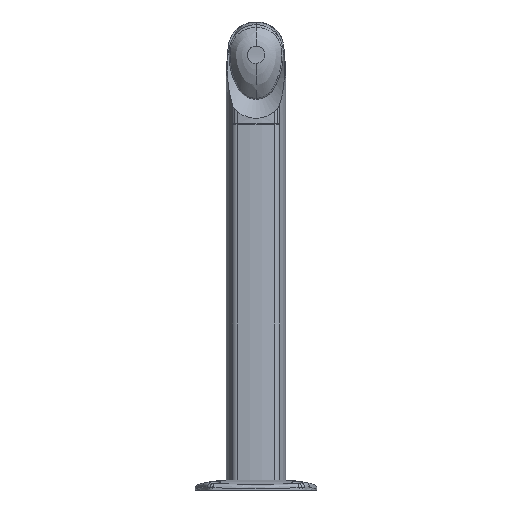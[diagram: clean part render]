
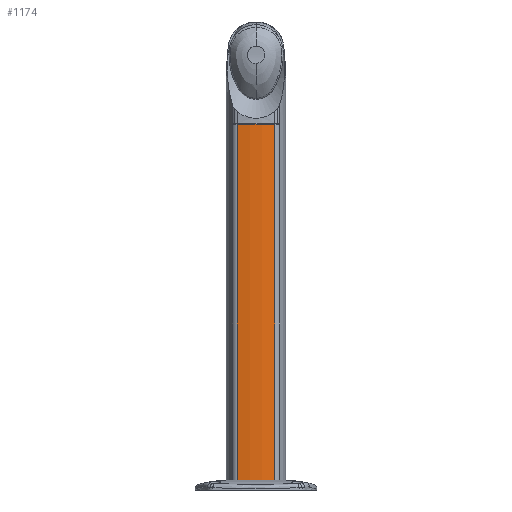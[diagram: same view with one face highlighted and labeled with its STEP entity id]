
A CAD part, front view. The second image highlights one B-rep face of the part: STEP entity #1174.
In plain terms, the highlighted cylindrical face has radius 120 mm (diameter 240 mm), a partial arc.
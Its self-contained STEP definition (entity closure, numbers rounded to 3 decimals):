
#1174 = ADVANCED_FACE ( 'NONE', ( #5847 ), #20567, .T. ) ;
#1293 = DIRECTION ( 'NONE',  ( -1., 0., 0. ) ) ;
#1359 = CIRCLE ( 'NONE', #25880, 120. ) ;
#1399 = CARTESIAN_POINT ( 'NONE',  ( 228.349, 43.969, 420. ) ) ;
#2277 = CARTESIAN_POINT ( 'NONE',  ( 250., 162., 420. ) ) ;
#4585 = DIRECTION ( 'NONE',  ( -1., 0., 0. ) ) ;
#4941 = CARTESIAN_POINT ( 'NONE',  ( 271.651, 43.969, 420. ) ) ;
#5153 = AXIS2_PLACEMENT_3D ( 'NONE', #2277, #18306, #4585 ) ;
#5350 = ORIENTED_EDGE ( 'NONE', *, *, #9964, .T. ) ;
#5847 = FACE_OUTER_BOUND ( 'NONE', #20293, .T. ) ;
#6865 = LINE ( 'NONE', #7562, #24454 ) ;
#7562 = CARTESIAN_POINT ( 'NONE',  ( 228.349, 43.969, 0. ) ) ;
#8672 = EDGE_CURVE ( 'NONE', #8963, #18459, #1359, .T. ) ;
#8867 = CARTESIAN_POINT ( 'NONE',  ( 271.651, 43.969, 11. ) ) ;
#8963 = VERTEX_POINT ( 'NONE', #8867 ) ;
#9838 = DIRECTION ( 'NONE',  ( 0., 0., 1. ) ) ;
#9964 = EDGE_CURVE ( 'NONE', #16878, #16015, #23227, .T. ) ;
#10459 = CARTESIAN_POINT ( 'NONE',  ( 250., 162., 11. ) ) ;
#10639 = VECTOR ( 'NONE', #25646, 1000. ) ;
#12777 = DIRECTION ( 'NONE',  ( -1., 0., 0. ) ) ;
#13436 = ORIENTED_EDGE ( 'NONE', *, *, #8672, .F. ) ;
#14930 = CARTESIAN_POINT ( 'NONE',  ( 250., 162., 0. ) ) ;
#16015 = VERTEX_POINT ( 'NONE', #1399 ) ;
#16741 = LINE ( 'NONE', #23349, #10639 ) ;
#16878 = VERTEX_POINT ( 'NONE', #4941 ) ;
#17843 = EDGE_CURVE ( 'NONE', #8963, #16878, #16741, .T. ) ;
#18306 = DIRECTION ( 'NONE',  ( 0., 0., -1. ) ) ;
#18459 = VERTEX_POINT ( 'NONE', #29546 ) ;
#18575 = ORIENTED_EDGE ( 'NONE', *, *, #17843, .T. ) ;
#20293 = EDGE_LOOP ( 'NONE', ( #5350, #22341, #13436, #18575 ) ) ;
#20567 = CYLINDRICAL_SURFACE ( 'NONE', #23302, 120. ) ;
#21867 = DIRECTION ( 'NONE',  ( 0., 0., 1. ) ) ;
#22341 = ORIENTED_EDGE ( 'NONE', *, *, #23241, .F. ) ;
#23227 = CIRCLE ( 'NONE', #5153, 120. ) ;
#23241 = EDGE_CURVE ( 'NONE', #18459, #16015, #6865, .T. ) ;
#23302 = AXIS2_PLACEMENT_3D ( 'NONE', #14930, #21867, #1293 ) ;
#23349 = CARTESIAN_POINT ( 'NONE',  ( 271.651, 43.969, 0. ) ) ;
#24454 = VECTOR ( 'NONE', #9838, 1000. ) ;
#25646 = DIRECTION ( 'NONE',  ( 0., 0., 1. ) ) ;
#25880 = AXIS2_PLACEMENT_3D ( 'NONE', #10459, #26529, #12777 ) ;
#26529 = DIRECTION ( 'NONE',  ( 0., 0., -1. ) ) ;
#29546 = CARTESIAN_POINT ( 'NONE',  ( 228.349, 43.969, 11. ) ) ;
